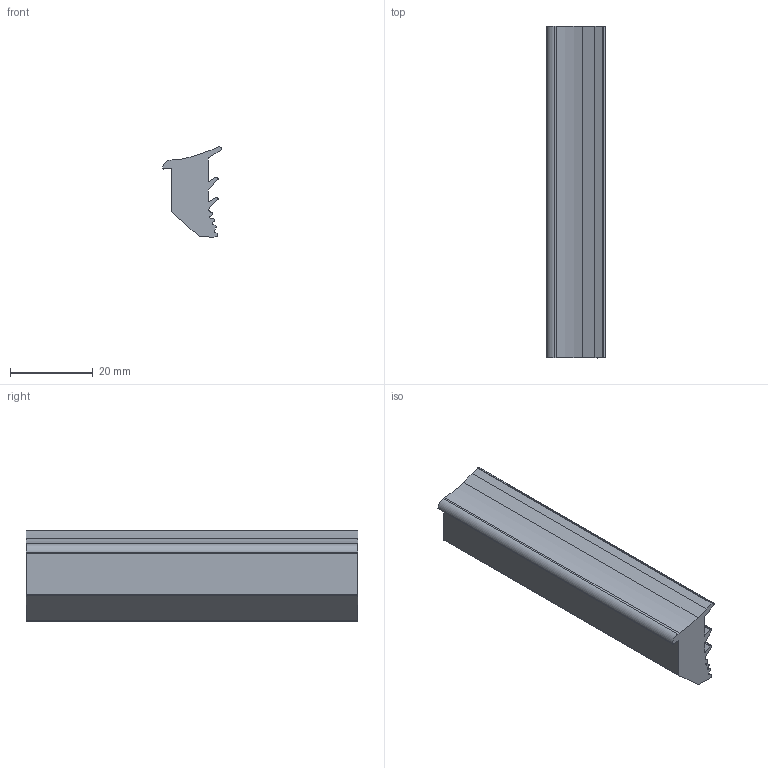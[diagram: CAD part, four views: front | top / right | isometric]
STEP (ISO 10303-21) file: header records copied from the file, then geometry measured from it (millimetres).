
FILE_DESCRIPTION (( 'STEP AP214' ), '1' );
FILE_NAME ('A000279-V.step', '2020-03-12T15:10:25', ( '' ), ( '' ), 'SwSTEP 2.0', 'SolidWorks 2010', '' );
FILE_SCHEMA (( 'AUTOMOTIVE_DESIGN' ));
Length unit declared in the file: millimetre
Products named in the file (1): A000279-V
Bounding box: 14.12 x 80 x 21.78 mm (x, y, z)
Volume: 13968.9 mm3; surface area: 6503.1 mm2
Topology: 1 solids, 1 shells, 43 faces, 123 edges, 82 vertices
Faces by surface type: plane 23, cylinder 20
Entity records: 1924 total; most frequent: DIRECTION 251, CARTESIAN_POINT 249, ORIENTED_EDGE 246, EDGE_CURVE 123, AXIS2_PLACEMENT_3D 84, VECTOR 83, LINE 83, VERTEX_POINT 82
